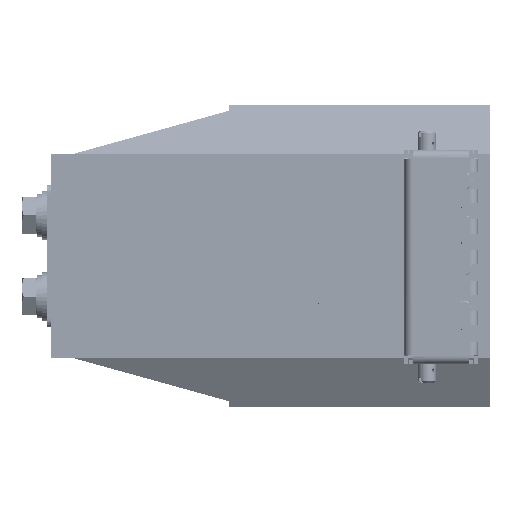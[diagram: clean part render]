
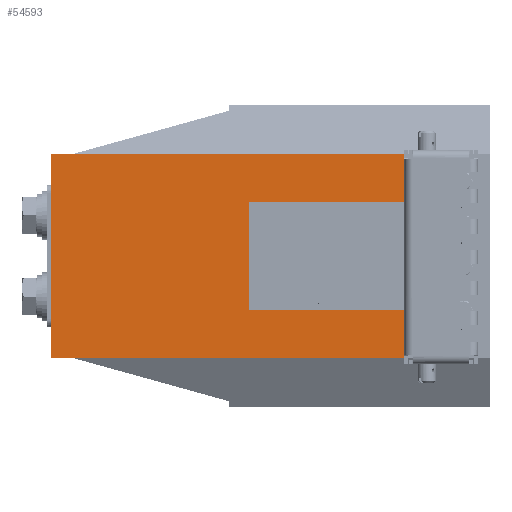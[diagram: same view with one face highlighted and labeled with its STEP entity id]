
A CAD part, left-side view. The second image highlights one B-rep face of the part: STEP entity #54593.
In plain terms, the highlighted planar face has unit normal (-1, 0, 0).
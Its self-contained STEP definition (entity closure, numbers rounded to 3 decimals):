
#490 = CARTESIAN_POINT ( 'NONE',  ( -197.5, 42., 50. ) ) ;
#8840 = PLANE ( 'NONE',  #48278 ) ;
#10257 = DIRECTION ( 'NONE',  ( 0., 0., 1. ) ) ;
#15065 = CARTESIAN_POINT ( 'NONE',  ( -197.5, 118., -26.5 ) ) ;
#18467 = ORIENTED_EDGE ( 'NONE', *, *, #78655, .F. ) ;
#19618 = CARTESIAN_POINT ( 'NONE',  ( -197.5, 42., 26.5 ) ) ;
#22181 = VERTEX_POINT ( 'NONE', #76935 ) ;
#22318 = LINE ( 'NONE', #89683, #169231 ) ;
#23193 = LINE ( 'NONE', #24165, #170078 ) ;
#23984 = EDGE_CURVE ( 'NONE', #196380, #116962, #166145, .T. ) ;
#24165 = CARTESIAN_POINT ( 'NONE',  ( -197.5, 42., 26.5 ) ) ;
#27502 = EDGE_LOOP ( 'NONE', ( #201126, #142976, #50870, #81908, #18467, #81969, #62806, #215821 ) ) ;
#31654 = DIRECTION ( 'NONE',  ( 0., 0., -1. ) ) ;
#44847 = EDGE_CURVE ( 'NONE', #227806, #22181, #113038, .T. ) ;
#46097 = DIRECTION ( 'NONE',  ( 0., 0., -1. ) ) ;
#48278 = AXIS2_PLACEMENT_3D ( 'NONE', #229224, #156295, #46097 ) ;
#50870 = ORIENTED_EDGE ( 'NONE', *, *, #74107, .F. ) ;
#54593 = ADVANCED_FACE ( 'NONE', ( #191013 ), #8840, .F. ) ;
#56431 = DIRECTION ( 'NONE',  ( 0., -1., 0. ) ) ;
#62806 = ORIENTED_EDGE ( 'NONE', *, *, #101577, .F. ) ;
#74107 = EDGE_CURVE ( 'NONE', #94461, #227806, #142678, .T. ) ;
#76935 = CARTESIAN_POINT ( 'NONE',  ( -197.5, 42., -26.5 ) ) ;
#77260 = EDGE_CURVE ( 'NONE', #22181, #116962, #103171, .T. ) ;
#78655 = EDGE_CURVE ( 'NONE', #200272, #207531, #208150, .T. ) ;
#81908 = ORIENTED_EDGE ( 'NONE', *, *, #103450, .F. ) ;
#81969 = ORIENTED_EDGE ( 'NONE', *, *, #202306, .F. ) ;
#89683 = CARTESIAN_POINT ( 'NONE',  ( -197.5, 215., 50. ) ) ;
#93651 = VECTOR ( 'NONE', #125010, 1000. ) ;
#94461 = VERTEX_POINT ( 'NONE', #100213 ) ;
#100213 = CARTESIAN_POINT ( 'NONE',  ( -197.5, 118., 26.5 ) ) ;
#101577 = EDGE_CURVE ( 'NONE', #196380, #233215, #127101, .T. ) ;
#103171 = LINE ( 'NONE', #142074, #195117 ) ;
#103450 = EDGE_CURVE ( 'NONE', #207531, #94461, #23193, .T. ) ;
#104293 = CARTESIAN_POINT ( 'NONE',  ( -197.5, 42., -50. ) ) ;
#108162 = DIRECTION ( 'NONE',  ( 0., -1., 0. ) ) ;
#109630 = CARTESIAN_POINT ( 'NONE',  ( -197.5, 42., -26.5 ) ) ;
#113038 = LINE ( 'NONE', #109630, #161938 ) ;
#116962 = VERTEX_POINT ( 'NONE', #226294 ) ;
#117285 = VECTOR ( 'NONE', #155093, 1000. ) ;
#120719 = CARTESIAN_POINT ( 'NONE',  ( -197.5, 215., -50. ) ) ;
#125010 = DIRECTION ( 'NONE',  ( 0., 0., -1. ) ) ;
#127101 = LINE ( 'NONE', #120719, #175953 ) ;
#127670 = CARTESIAN_POINT ( 'NONE',  ( -197.5, 215., -50. ) ) ;
#140270 = CARTESIAN_POINT ( 'NONE',  ( -197.5, 215., 50. ) ) ;
#142074 = CARTESIAN_POINT ( 'NONE',  ( -197.5, 42., -50. ) ) ;
#142678 = LINE ( 'NONE', #160382, #93651 ) ;
#142976 = ORIENTED_EDGE ( 'NONE', *, *, #44847, .F. ) ;
#155093 = DIRECTION ( 'NONE',  ( 0., -1., 0. ) ) ;
#156295 = DIRECTION ( 'NONE',  ( 1., 0., 0. ) ) ;
#160382 = CARTESIAN_POINT ( 'NONE',  ( -197.5, 118., -26.5 ) ) ;
#161938 = VECTOR ( 'NONE', #56431, 1000. ) ;
#166145 = LINE ( 'NONE', #229643, #117285 ) ;
#169231 = VECTOR ( 'NONE', #108162, 1000. ) ;
#170078 = VECTOR ( 'NONE', #171462, 1000. ) ;
#171462 = DIRECTION ( 'NONE',  ( 0., 1., 0. ) ) ;
#175953 = VECTOR ( 'NONE', #10257, 1000. ) ;
#191013 = FACE_OUTER_BOUND ( 'NONE', #27502, .T. ) ;
#195117 = VECTOR ( 'NONE', #31654, 1000. ) ;
#196380 = VERTEX_POINT ( 'NONE', #127670 ) ;
#200272 = VERTEX_POINT ( 'NONE', #490 ) ;
#201126 = ORIENTED_EDGE ( 'NONE', *, *, #77260, .F. ) ;
#202306 = EDGE_CURVE ( 'NONE', #233215, #200272, #22318, .T. ) ;
#207531 = VERTEX_POINT ( 'NONE', #19618 ) ;
#208150 = LINE ( 'NONE', #104293, #225444 ) ;
#215821 = ORIENTED_EDGE ( 'NONE', *, *, #23984, .T. ) ;
#225444 = VECTOR ( 'NONE', #232711, 1000. ) ;
#226294 = CARTESIAN_POINT ( 'NONE',  ( -197.5, 42., -50. ) ) ;
#227806 = VERTEX_POINT ( 'NONE', #15065 ) ;
#229224 = CARTESIAN_POINT ( 'NONE',  ( -197.5, 215., -50. ) ) ;
#229643 = CARTESIAN_POINT ( 'NONE',  ( -197.5, 215., -50. ) ) ;
#232711 = DIRECTION ( 'NONE',  ( 0., 0., -1. ) ) ;
#233215 = VERTEX_POINT ( 'NONE', #140270 ) ;
